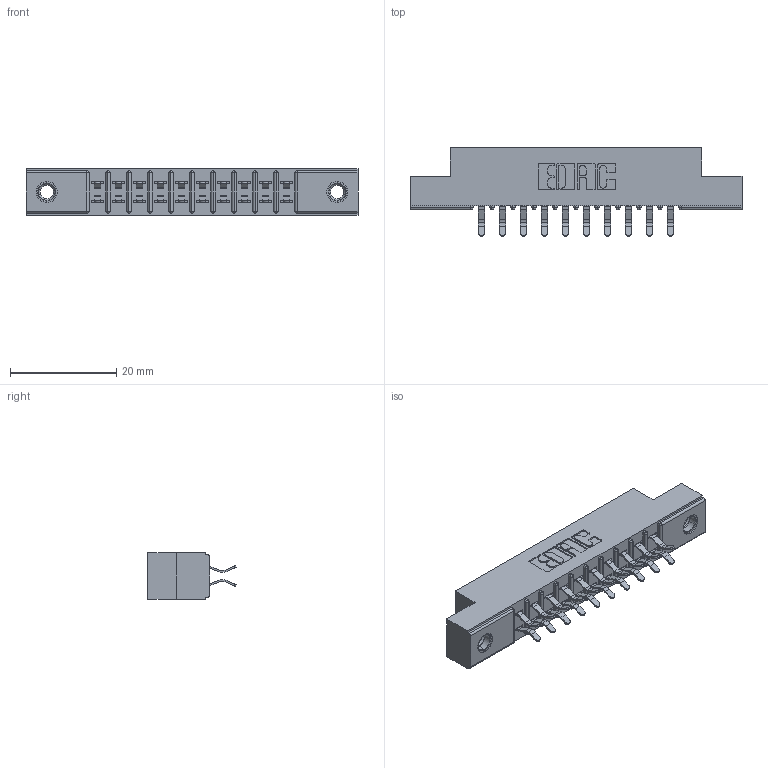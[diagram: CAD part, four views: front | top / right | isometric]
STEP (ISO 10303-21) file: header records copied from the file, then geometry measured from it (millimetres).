
FILE_DESCRIPTION (( 'STEP AP203' ), '1' );
FILE_NAME ('355-020-556-207.STEP', '2019-09-11T03:39:47', ( '' ), ( '' ), 'SwSTEP 2.0', 'SolidWorks 2016', '' );
FILE_SCHEMA (( 'CONFIG_CONTROL_DESIGN' ));
Length unit declared in the file: inch
Products named in the file (4): 305-290-001_556; 355-020-556-207; 345-250-001_345-250-005-103; 305 Part_.156 Dia
Assembly tree (23 placements, depth 2):
  355-020-556-207
    305 Part_.156 Dia
    305-290-001_556  x20
    345-250-001_345-250-005-103  x2
Bounding box: 62.64 x 16.64 x 8.71 mm (x, y, z)
Volume: 3926.1 mm3; surface area: 6766.6 mm2
Topology: 23 solids, 23 shells, 1296 faces, 3682 edges, 2392 vertices
Faces by surface type: plane 720, cylinder 520, sphere 40, cone 12, torus 4
Entity records: 16130 total; most frequent: CARTESIAN_POINT 2655, ORIENTED_EDGE 2624, DIRECTION 2608, EDGE_CURVE 1312, VECTOR 1018, LINE 1018, VERTEX_POINT 842, AXIS2_PLACEMENT_3D 795
